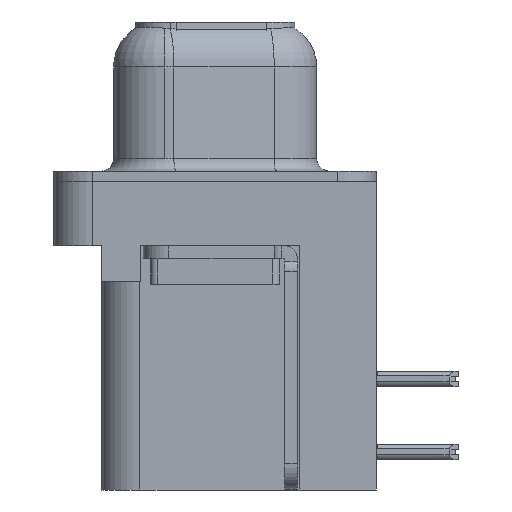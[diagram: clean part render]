
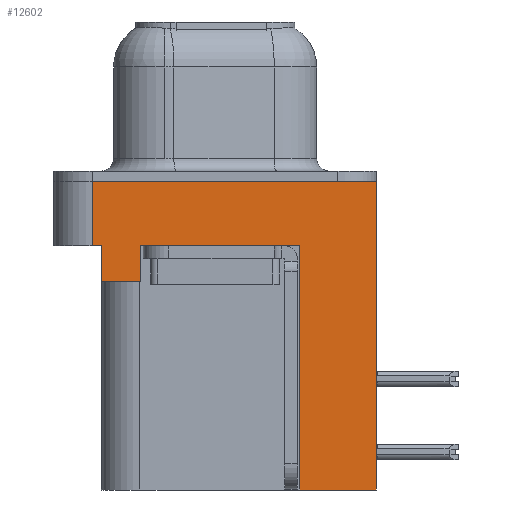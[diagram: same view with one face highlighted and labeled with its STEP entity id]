
A CAD part, left-side view. The second image highlights one B-rep face of the part: STEP entity #12602.
In plain terms, the highlighted planar face has unit normal (-1, 0, 0).
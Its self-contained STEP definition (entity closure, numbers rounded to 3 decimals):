
#173 = VECTOR ( 'NONE', #10278, 1000. ) ;
#310 = ORIENTED_EDGE ( 'NONE', *, *, #23672, .F. ) ;
#451 = VECTOR ( 'NONE', #1209, 1000. ) ;
#590 = EDGE_CURVE ( 'NONE', #17827, #1177, #22781, .T. ) ;
#686 = LINE ( 'NONE', #5831, #4729 ) ;
#705 = CARTESIAN_POINT ( 'NONE',  ( -2.91, -6.275, 0. ) ) ;
#917 = CARTESIAN_POINT ( 'NONE',  ( -2.91, -6.275, 0. ) ) ;
#921 = ORIENTED_EDGE ( 'NONE', *, *, #23124, .F. ) ;
#947 = VERTEX_POINT ( 'NONE', #6005 ) ;
#1141 = CARTESIAN_POINT ( 'NONE',  ( -2.91, 2.895, -2.5 ) ) ;
#1164 = DIRECTION ( 'NONE',  ( -1., 0., 0. ) ) ;
#1177 = VERTEX_POINT ( 'NONE', #917 ) ;
#1209 = DIRECTION ( 'NONE',  ( 0., 1., 0. ) ) ;
#1590 = VERTEX_POINT ( 'NONE', #13764 ) ;
#1617 = LINE ( 'NONE', #19828, #451 ) ;
#1992 = CARTESIAN_POINT ( 'NONE',  ( -2.91, 4.775, 0. ) ) ;
#2004 = VECTOR ( 'NONE', #11938, 1000. ) ;
#2244 = ORIENTED_EDGE ( 'NONE', *, *, #5818, .T. ) ;
#2711 = EDGE_CURVE ( 'NONE', #11626, #18447, #21546, .T. ) ;
#2856 = EDGE_CURVE ( 'NONE', #16933, #17828, #1617, .T. ) ;
#3168 = FACE_OUTER_BOUND ( 'NONE', #20097, .T. ) ;
#3557 = LINE ( 'NONE', #13407, #17423 ) ;
#3620 = VERTEX_POINT ( 'NONE', #17731 ) ;
#4696 = DIRECTION ( 'NONE',  ( 0., -1., 0. ) ) ;
#4729 = VECTOR ( 'NONE', #18572, 1000. ) ;
#4804 = DIRECTION ( 'NONE',  ( 0., 0., 1. ) ) ;
#4900 = VECTOR ( 'NONE', #15224, 1000. ) ;
#5394 = ORIENTED_EDGE ( 'NONE', *, *, #9625, .T. ) ;
#5694 = CARTESIAN_POINT ( 'NONE',  ( -2.91, 2.895, -3.9 ) ) ;
#5751 = LINE ( 'NONE', #9956, #4900 ) ;
#5818 = EDGE_CURVE ( 'NONE', #16933, #1177, #11779, .T. ) ;
#5831 = CARTESIAN_POINT ( 'NONE',  ( -2.91, 4.425, -3.9 ) ) ;
#6005 = CARTESIAN_POINT ( 'NONE',  ( -2.91, 4.425, -2.5 ) ) ;
#6636 = EDGE_CURVE ( 'NONE', #10977, #11626, #5751, .T. ) ;
#6891 = AXIS2_PLACEMENT_3D ( 'NONE', #12170, #1164, #4804 ) ;
#7325 = CARTESIAN_POINT ( 'NONE',  ( -2.91, -6.275, -2.5 ) ) ;
#8035 = CARTESIAN_POINT ( 'NONE',  ( -2.91, -3.295, -12. ) ) ;
#9094 = CARTESIAN_POINT ( 'NONE',  ( -2.91, -3.295, -12. ) ) ;
#9141 = CARTESIAN_POINT ( 'NONE',  ( -2.91, -6.275, -2.5 ) ) ;
#9625 = EDGE_CURVE ( 'NONE', #3620, #947, #3557, .T. ) ;
#9956 = CARTESIAN_POINT ( 'NONE',  ( -2.91, 2.895, -3.9 ) ) ;
#10063 = VECTOR ( 'NONE', #15891, 1000. ) ;
#10278 = DIRECTION ( 'NONE',  ( 0., 1., 0. ) ) ;
#10569 = ORIENTED_EDGE ( 'NONE', *, *, #16775, .F. ) ;
#10977 = VERTEX_POINT ( 'NONE', #5694 ) ;
#11626 = VERTEX_POINT ( 'NONE', #1141 ) ;
#11764 = DIRECTION ( 'NONE',  ( 0., 0., 1. ) ) ;
#11779 = LINE ( 'NONE', #7325, #20127 ) ;
#11938 = DIRECTION ( 'NONE',  ( 0., -1., 0. ) ) ;
#12074 = LINE ( 'NONE', #8035, #13812 ) ;
#12170 = CARTESIAN_POINT ( 'NONE',  ( -2.91, -6.275, -2.5 ) ) ;
#12253 = PLANE ( 'NONE',  #6891 ) ;
#12399 = ORIENTED_EDGE ( 'NONE', *, *, #590, .F. ) ;
#12602 = ADVANCED_FACE ( 'NONE', ( #3168 ), #12253, .T. ) ;
#13114 = ORIENTED_EDGE ( 'NONE', *, *, #2856, .F. ) ;
#13407 = CARTESIAN_POINT ( 'NONE',  ( -2.91, -6.275, -2.5 ) ) ;
#13764 = CARTESIAN_POINT ( 'NONE',  ( -2.91, 4.425, -3.9 ) ) ;
#13812 = VECTOR ( 'NONE', #11764, 1000. ) ;
#14888 = ORIENTED_EDGE ( 'NONE', *, *, #21575, .F. ) ;
#15215 = VECTOR ( 'NONE', #4696, 1000. ) ;
#15224 = DIRECTION ( 'NONE',  ( 0., 0., 1. ) ) ;
#15891 = DIRECTION ( 'NONE',  ( 0., 0., 1. ) ) ;
#16261 = CARTESIAN_POINT ( 'NONE',  ( -2.91, -3.295, -2.5 ) ) ;
#16775 = EDGE_CURVE ( 'NONE', #1590, #947, #686, .T. ) ;
#16927 = DIRECTION ( 'NONE',  ( 0., -1., 0. ) ) ;
#16933 = VERTEX_POINT ( 'NONE', #21143 ) ;
#17423 = VECTOR ( 'NONE', #16927, 1000. ) ;
#17731 = CARTESIAN_POINT ( 'NONE',  ( -2.91, 4.775, -2.5 ) ) ;
#17827 = VERTEX_POINT ( 'NONE', #1992 ) ;
#17828 = VERTEX_POINT ( 'NONE', #9094 ) ;
#18447 = VERTEX_POINT ( 'NONE', #16261 ) ;
#18477 = ORIENTED_EDGE ( 'NONE', *, *, #6636, .T. ) ;
#18572 = DIRECTION ( 'NONE',  ( 0., 0., 1. ) ) ;
#18707 = ORIENTED_EDGE ( 'NONE', *, *, #2711, .T. ) ;
#19308 = LINE ( 'NONE', #23044, #10063 ) ;
#19636 = CARTESIAN_POINT ( 'NONE',  ( -2.91, 4.425, -3.9 ) ) ;
#19828 = CARTESIAN_POINT ( 'NONE',  ( -2.91, -3.295, -12. ) ) ;
#20097 = EDGE_LOOP ( 'NONE', ( #12399, #14888, #5394, #10569, #310, #18477, #18707, #921, #13114, #2244 ) ) ;
#20127 = VECTOR ( 'NONE', #22224, 1000. ) ;
#21143 = CARTESIAN_POINT ( 'NONE',  ( -2.91, -6.275, -12. ) ) ;
#21234 = LINE ( 'NONE', #19636, #173 ) ;
#21546 = LINE ( 'NONE', #9141, #15215 ) ;
#21575 = EDGE_CURVE ( 'NONE', #3620, #17827, #19308, .T. ) ;
#22224 = DIRECTION ( 'NONE',  ( 0., 0., 1. ) ) ;
#22781 = LINE ( 'NONE', #705, #2004 ) ;
#23044 = CARTESIAN_POINT ( 'NONE',  ( -2.91, 4.775, -2.5 ) ) ;
#23124 = EDGE_CURVE ( 'NONE', #17828, #18447, #12074, .T. ) ;
#23672 = EDGE_CURVE ( 'NONE', #10977, #1590, #21234, .T. ) ;
